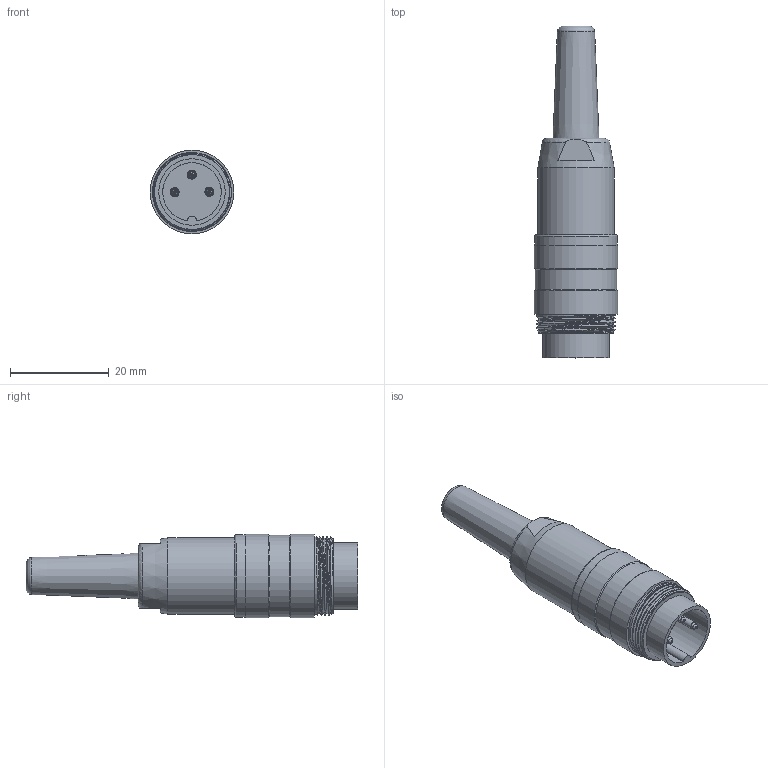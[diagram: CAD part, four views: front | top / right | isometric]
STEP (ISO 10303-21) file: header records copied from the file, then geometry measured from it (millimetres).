
FILE_DESCRIPTION(/* description */ (''),/* implementation_level */ '2;1');
FILE_NAME(/* name */ 't 3260 001nxc001-01.stp',/* time_stamp */ '2019-07-08T15:13:43+02:00',/* author */ (''),/* organization */ (''),/* preprocessor_version */ 'ST-DEVELOPER v16.7',/* originating_system */ 'SIEMENS PLM Software NX 12.0',/* authorisation */ '');
FILE_SCHEMA (('AUTOMOTIVE_DESIGN { 1 0 10303 214 3 1 1 1 }'));
Length unit declared in the file: millimetre
Products named in the file (1): t 3260 001nxc001-01
Bounding box: 17 x 67.4 x 17 mm (x, y, z)
Volume: 9008.3 mm3; surface area: 4079.6 mm2
Topology: 4 solids, 5 shells, 139 faces, 337 edges, 221 vertices
Faces by surface type: plane 64, cylinder 40, cone 19, bspline 14, torus 2
Full cylindrical faces by diameter (mm): 1.475 x3, 2 x2, 2.2 x2, 2.8 x2, 3 x1, 9.6 x1, 13.5 x1, 15.5 x1, 16.6 x1, 16.8 x1, 17 x2
Entity records: 5025 total; most frequent: CARTESIAN_POINT 1630, DIRECTION 613, ORIENTED_EDGE 548, EDGE_CURVE 274, AXIS2_PLACEMENT_3D 255, VERTEX_POINT 200, EDGE_LOOP 198, ADVANCED_FACE 139
